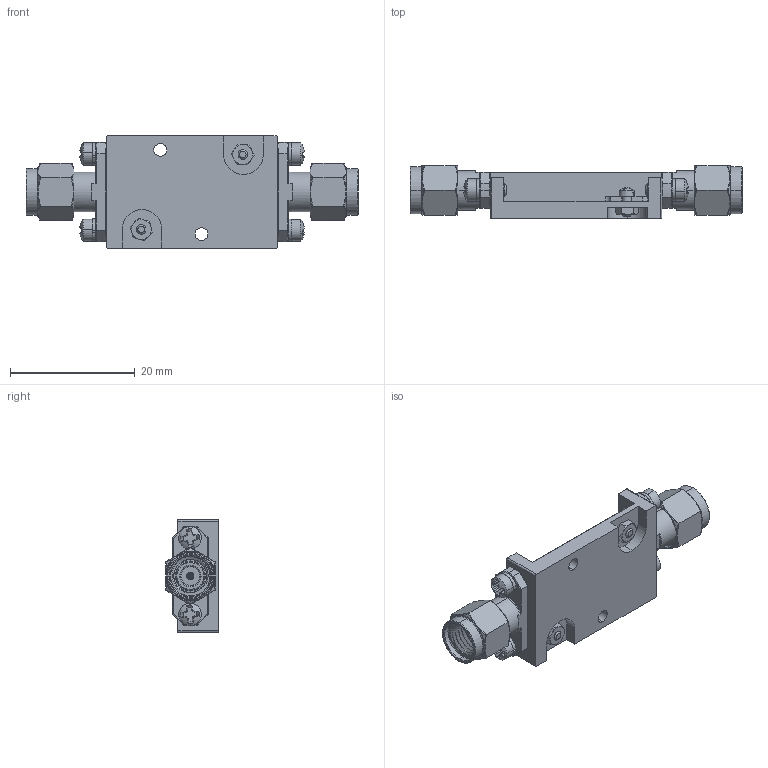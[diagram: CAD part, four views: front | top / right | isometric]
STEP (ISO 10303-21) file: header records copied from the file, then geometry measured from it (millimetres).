
FILE_DESCRIPTION (( 'STEP AP214' ), '1' );
FILE_NAME ('HP0R5G-18C-CD-SMM.STEP', '2023-12-14T15:55:13', ( '' ), ( '' ), 'SwSTEP 2.0', 'SolidWorks 2023', '' );
FILE_SCHEMA (( 'AUTOMOTIVE_DESIGN' ));
Length unit declared in the file: inch
Products named in the file (1): HP0R5G-18C-CD-SMM
Bounding box: 53.14 x 8.46 x 18.03 mm (x, y, z)
Volume: 3632.7 mm3; surface area: 5048 mm2
Topology: 23 solids, 23 shells, 1123 faces, 3549 edges, 2579 vertices
Faces by surface type: plane 409, cylinder 274, torus 164, cone 122, bspline 86, sphere 68
Entity records: 62150 total; most frequent: CARTESIAN_POINT 16257, ORIENTED_EDGE 6978, DIRECTION 5938, EDGE_CURVE 3489, VERTEX_POINT 2571, AXIS2_PLACEMENT_3D 2196, LINE 1546, VECTOR 1546
